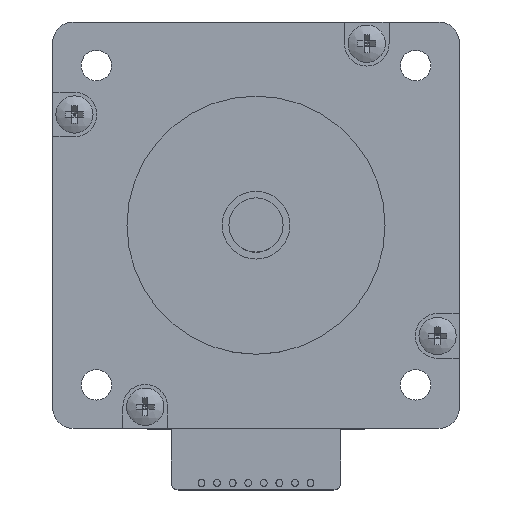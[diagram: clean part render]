
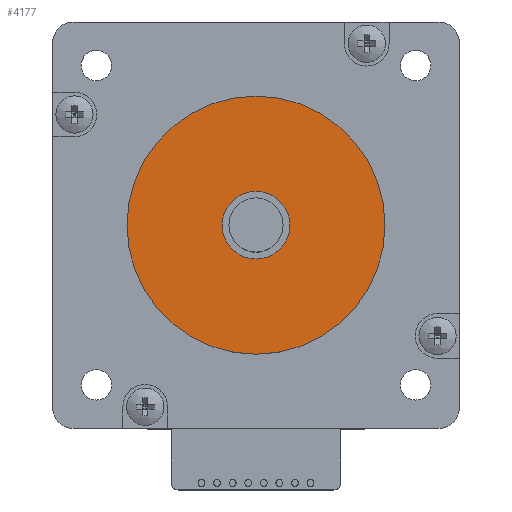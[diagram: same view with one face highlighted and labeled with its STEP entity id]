
A CAD part, top view. The second image highlights one B-rep face of the part: STEP entity #4177.
In plain terms, the highlighted planar face has unit normal (0, 0, 1).
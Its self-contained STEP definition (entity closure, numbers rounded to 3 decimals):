
#210=FACE_BOUND('',#996,.T.);
#336=CIRCLE('',#4526,5.);
#397=CIRCLE('',#4648,19.05);
#666=FACE_OUTER_BOUND('',#995,.T.);
#995=EDGE_LOOP('',(#3594));
#996=EDGE_LOOP('',(#3595));
#1915=VERTEX_POINT('',#6691);
#2032=VERTEX_POINT('',#7034);
#2398=EDGE_CURVE('',#1915,#1915,#336,.T.);
#2563=EDGE_CURVE('',#2032,#2032,#397,.T.);
#3594=ORIENTED_EDGE('',*,*,#2563,.T.);
#3595=ORIENTED_EDGE('',*,*,#2398,.T.);
#3920=PLANE('',#4649);
#4177=ADVANCED_FACE('',(#666,#210),#3920,.F.);
#4526=AXIS2_PLACEMENT_3D('',#6692,#5494,#5495);
#4648=AXIS2_PLACEMENT_3D('',#7035,#5842,#5843);
#4649=AXIS2_PLACEMENT_3D('',#7036,#5844,#5845);
#5494=DIRECTION('center_axis',(0.,0.,
-1.));
#5495=DIRECTION('ref_axis',(1.,0.,0.));
#5842=DIRECTION('center_axis',(0.,0.,
1.));
#5843=DIRECTION('ref_axis',(-1.,0.,0.));
#5844=DIRECTION('center_axis',(0.,0.,
-1.));
#5845=DIRECTION('ref_axis',(0.,1.,0.));
#6691=CARTESIAN_POINT('',(5.905,4.758,28.689));
#6692=CARTESIAN_POINT('Origin',(0.905,4.758,28.689));
#7034=CARTESIAN_POINT('',(19.955,4.758,28.689));
#7035=CARTESIAN_POINT('Origin',(0.905,4.758,28.689));
#7036=CARTESIAN_POINT('Origin',(0.905,4.758,28.689));
